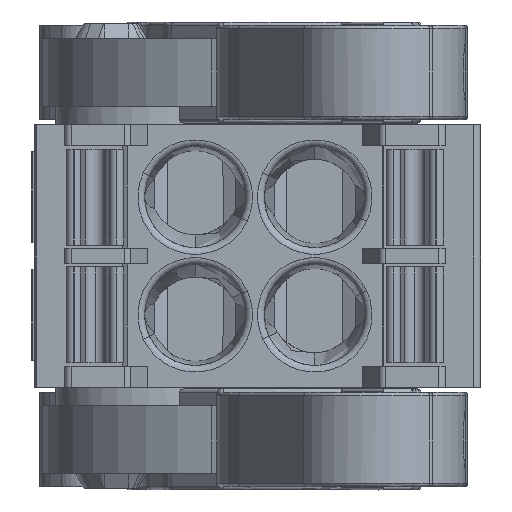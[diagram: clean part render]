
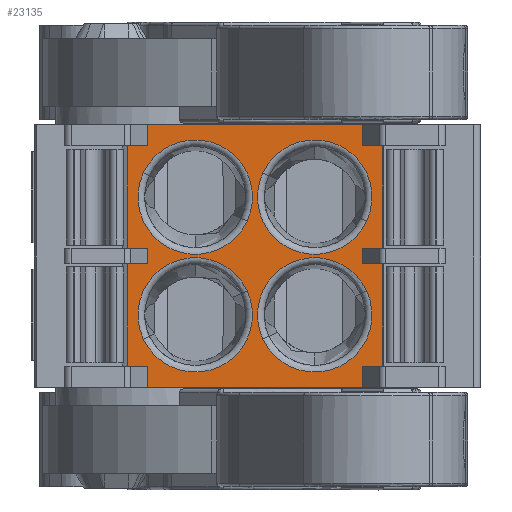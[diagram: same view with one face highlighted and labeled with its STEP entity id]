
A CAD part, front view. The second image highlights one B-rep face of the part: STEP entity #23135.
In plain terms, the highlighted planar face has unit normal (0, -1, 0).
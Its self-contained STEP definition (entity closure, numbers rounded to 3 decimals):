
#381=CARTESIAN_POINT('',(8.285,0.,3.5));
#382=DIRECTION('',(0.,-1.,0.));
#383=DIRECTION('',(-0.906,0.,0.423));
#384=AXIS2_PLACEMENT_3D('',#381,#382,#383);
#386=CARTESIAN_POINT('',(8.285,0.,3.5));
#387=DIRECTION('',(0.,-1.,0.));
#388=DIRECTION('',(0.906,0.,-0.423));
#389=AXIS2_PLACEMENT_3D('',#386,#387,#388);
#391=CARTESIAN_POINT('',(4.735,0.,3.5));
#392=DIRECTION('',(0.,-1.,0.));
#393=DIRECTION('',(-0.906,0.,0.423));
#394=AXIS2_PLACEMENT_3D('',#391,#392,#393);
#396=CARTESIAN_POINT('',(4.735,0.,3.5));
#397=DIRECTION('',(0.,-1.,0.));
#398=DIRECTION('',(0.906,0.,-0.423));
#399=AXIS2_PLACEMENT_3D('',#396,#397,#398);
#401=CARTESIAN_POINT('',(4.735,0.,0.));
#402=DIRECTION('',(0.,-1.,0.));
#403=DIRECTION('',(0.906,0.,0.423));
#404=AXIS2_PLACEMENT_3D('',#401,#402,#403);
#406=CARTESIAN_POINT('',(4.735,0.,0.));
#407=DIRECTION('',(0.,-1.,0.));
#408=DIRECTION('',(-0.906,0.,-0.423));
#409=AXIS2_PLACEMENT_3D('',#406,#407,#408);
#411=CARTESIAN_POINT('',(8.285,0.,0.));
#412=DIRECTION('',(0.,-1.,0.));
#413=DIRECTION('',(0.906,0.,0.423));
#414=AXIS2_PLACEMENT_3D('',#411,#412,#413);
#416=CARTESIAN_POINT('',(8.285,0.,0.));
#417=DIRECTION('',(0.,-1.,0.));
#418=DIRECTION('',(-0.906,0.,-0.423));
#419=AXIS2_PLACEMENT_3D('',#416,#417,#418);
#421=DIRECTION('',(-1.,0.,0.));
#422=VECTOR('',#421,0.617);
#423=CARTESIAN_POINT('',(3.327,0.,1.975));
#424=LINE('',#423,#422);
#425=DIRECTION('',(0.,0.,1.));
#426=VECTOR('',#425,0.625);
#427=CARTESIAN_POINT('',(3.327,0.,5.025));
#428=LINE('',#427,#426);
#429=DIRECTION('',(1.,0.,0.));
#430=VECTOR('',#429,6.365);
#431=CARTESIAN_POINT('',(3.327,0.,5.65));
#432=LINE('',#431,#430);
#433=DIRECTION('',(0.,0.,-1.));
#434=VECTOR('',#433,0.625);
#435=CARTESIAN_POINT('',(9.693,0.,5.65));
#436=LINE('',#435,#434);
#437=DIRECTION('',(1.,0.,0.));
#438=VECTOR('',#437,0.617);
#439=CARTESIAN_POINT('',(9.693,0.,5.025));
#440=LINE('',#439,#438);
#441=DIRECTION('',(0.,0.,-1.));
#442=VECTOR('',#441,0.45);
#443=CARTESIAN_POINT('',(9.693,0.,1.975));
#444=LINE('',#443,#442);
#445=DIRECTION('',(1.,0.,0.));
#446=VECTOR('',#445,0.617);
#447=CARTESIAN_POINT('',(9.693,0.,1.525));
#448=LINE('',#447,#446);
#449=DIRECTION('',(0.,0.,-1.));
#450=VECTOR('',#449,3.05);
#451=CARTESIAN_POINT('',(10.31,0.,1.525));
#452=LINE('',#451,#450);
#453=DIRECTION('',(-1.,0.,0.));
#454=VECTOR('',#453,0.617);
#455=CARTESIAN_POINT('',(3.327,0.,-1.525));
#456=LINE('',#455,#454);
#457=DIRECTION('',(0.,0.,1.));
#458=VECTOR('',#457,3.05);
#459=CARTESIAN_POINT('',(2.71,0.,-1.525));
#460=LINE('',#459,#458);
#2545=DIRECTION('',(0.,0.,-1.));
#2546=VECTOR('',#2545,0.45);
#2547=CARTESIAN_POINT('',(3.327,0.,1.975));
#2548=LINE('',#2547,#2546);
#6615=DIRECTION('',(1.,0.,0.));
#6616=VECTOR('',#6615,0.617);
#6617=CARTESIAN_POINT('',(9.693,0.,1.975));
#6618=LINE('',#6617,#6616);
#6635=DIRECTION('',(0.,0.,1.));
#6636=VECTOR('',#6635,3.05);
#6637=CARTESIAN_POINT('',(10.31,0.,1.975));
#6638=LINE('',#6637,#6636);
#6705=DIRECTION('',(-1.,0.,0.));
#6706=VECTOR('',#6705,0.617);
#6707=CARTESIAN_POINT('',(3.327,0.,5.025));
#6708=LINE('',#6707,#6706);
#6721=DIRECTION('',(0.,0.,-1.));
#6722=VECTOR('',#6721,3.05);
#6723=CARTESIAN_POINT('',(2.71,0.,5.025));
#6724=LINE('',#6723,#6722);
#12172=DIRECTION('',(1.,0.,0.));
#12173=VECTOR('',#12172,6.365);
#12174=CARTESIAN_POINT('',(3.327,0.,-2.15));
#12175=LINE('',#12174,#12173);
#12248=DIRECTION('',(0.,0.,1.));
#12249=VECTOR('',#12248,0.625);
#12250=CARTESIAN_POINT('',(9.693,0.,-2.15));
#12251=LINE('',#12250,#12249);
#12274=DIRECTION('',(1.,0.,0.));
#12275=VECTOR('',#12274,0.617);
#12276=CARTESIAN_POINT('',(9.693,0.,-1.525));
#12277=LINE('',#12276,#12275);
#12520=DIRECTION('',(-1.,0.,0.));
#12521=VECTOR('',#12520,0.617);
#12522=CARTESIAN_POINT('',(3.327,0.,1.525));
#12523=LINE('',#12522,#12521);
#12708=DIRECTION('',(0.,0.,-1.));
#12709=VECTOR('',#12708,0.625);
#12710=CARTESIAN_POINT('',(3.327,0.,-1.525));
#12711=LINE('',#12710,#12709);
#18080=CARTESIAN_POINT('',(10.31,0.,1.525));
#18081=VERTEX_POINT('',#18080);
#18082=CARTESIAN_POINT('',(9.693,0.,1.525));
#18083=VERTEX_POINT('',#18082);
#18102=CARTESIAN_POINT('',(9.693,0.,-1.525));
#18103=VERTEX_POINT('',#18102);
#18104=CARTESIAN_POINT('',(10.31,0.,-1.525));
#18105=VERTEX_POINT('',#18104);
#18150=CARTESIAN_POINT('',(3.327,0.,-2.15));
#18151=VERTEX_POINT('',#18150);
#18152=CARTESIAN_POINT('',(9.693,0.,-2.15));
#18153=VERTEX_POINT('',#18152);
#18648=CARTESIAN_POINT('',(3.327,0.,1.525));
#18649=VERTEX_POINT('',#18648);
#18650=CARTESIAN_POINT('',(3.327,0.,-1.525));
#18651=VERTEX_POINT('',#18650);
#18652=CARTESIAN_POINT('',(2.71,0.,-1.525));
#18653=VERTEX_POINT('',#18652);
#18654=CARTESIAN_POINT('',(2.71,0.,1.525));
#18655=VERTEX_POINT('',#18654);
#18656=CARTESIAN_POINT('',(9.825,0.,0.719));
#18658=VERTEX_POINT('',#18656);
#18664=CARTESIAN_POINT('',(6.745,0.,-0.719));
#18665=VERTEX_POINT('',#18664);
#18765=CARTESIAN_POINT('',(6.275,0.,0.719));
#18767=VERTEX_POINT('',#18765);
#18773=CARTESIAN_POINT('',(3.195,0.,-0.719));
#18774=VERTEX_POINT('',#18773);
#20339=CARTESIAN_POINT('',(9.693,0.,5.65));
#20340=VERTEX_POINT('',#20339);
#20341=CARTESIAN_POINT('',(3.327,0.,5.65));
#20342=VERTEX_POINT('',#20341);
#20401=CARTESIAN_POINT('',(10.31,0.,5.025));
#20402=VERTEX_POINT('',#20401);
#20403=CARTESIAN_POINT('',(9.693,0.,5.025));
#20404=VERTEX_POINT('',#20403);
#20423=CARTESIAN_POINT('',(9.693,0.,1.975));
#20424=VERTEX_POINT('',#20423);
#20425=CARTESIAN_POINT('',(10.31,0.,1.975));
#20426=VERTEX_POINT('',#20425);
#20427=CARTESIAN_POINT('',(3.327,0.,1.975));
#20428=CARTESIAN_POINT('',(2.71,0.,1.975));
#20429=VERTEX_POINT('',#20427);
#20430=VERTEX_POINT('',#20428);
#20431=CARTESIAN_POINT('',(2.71,0.,5.025));
#20432=VERTEX_POINT('',#20431);
#20433=CARTESIAN_POINT('',(3.327,0.,5.025));
#20434=VERTEX_POINT('',#20433);
#20435=CARTESIAN_POINT('',(6.745,0.,4.219));
#20437=VERTEX_POINT('',#20435);
#20439=CARTESIAN_POINT('',(9.825,0.,2.781));
#20441=VERTEX_POINT('',#20439);
#20540=CARTESIAN_POINT('',(3.195,0.,4.219));
#20542=VERTEX_POINT('',#20540);
#20544=CARTESIAN_POINT('',(6.275,0.,2.781));
#20546=VERTEX_POINT('',#20544);
#23065=CARTESIAN_POINT('',(0.,0.,16.15));
#23066=DIRECTION('',(0.,-1.,0.));
#23067=DIRECTION('',(1.,0.,0.));
#23068=AXIS2_PLACEMENT_3D('',#23065,#23066,#23067);
#23069=PLANE('',#23068);
#23071=ORIENTED_EDGE('',*,*,#23070,.F.);
#23073=ORIENTED_EDGE('',*,*,#23072,.T.);
#23075=ORIENTED_EDGE('',*,*,#23074,.F.);
#23077=ORIENTED_EDGE('',*,*,#23076,.F.);
#23079=ORIENTED_EDGE('',*,*,#23078,.T.);
#23081=ORIENTED_EDGE('',*,*,#23080,.T.);
#23083=ORIENTED_EDGE('',*,*,#23082,.T.);
#23085=ORIENTED_EDGE('',*,*,#23084,.T.);
#23087=ORIENTED_EDGE('',*,*,#23086,.F.);
#23089=ORIENTED_EDGE('',*,*,#23088,.F.);
#23090=ORIENTED_EDGE('',*,*,#23055,.T.);
#23092=ORIENTED_EDGE('',*,*,#23091,.T.);
#23094=ORIENTED_EDGE('',*,*,#23093,.T.);
#23096=ORIENTED_EDGE('',*,*,#23095,.F.);
#23098=ORIENTED_EDGE('',*,*,#23097,.F.);
#23100=ORIENTED_EDGE('',*,*,#23099,.F.);
#23102=ORIENTED_EDGE('',*,*,#23101,.F.);
#23104=ORIENTED_EDGE('',*,*,#23103,.T.);
#23106=ORIENTED_EDGE('',*,*,#23105,.T.);
#23108=ORIENTED_EDGE('',*,*,#23107,.F.);
#23109=EDGE_LOOP('',(#23071,#23073,#23075,#23077,#23079,#23081,#23083,#23085,
#23087,#23089,#23090,#23092,#23094,#23096,#23098,#23100,#23102,#23104,#23106,
#23108));
#23110=FACE_OUTER_BOUND('',#23109,.F.);
#23112=ORIENTED_EDGE('',*,*,#23111,.T.);
#23114=ORIENTED_EDGE('',*,*,#23113,.T.);
#23115=EDGE_LOOP('',(#23112,#23114));
#23116=FACE_BOUND('',#23115,.F.);
#23118=ORIENTED_EDGE('',*,*,#23117,.T.);
#23120=ORIENTED_EDGE('',*,*,#23119,.T.);
#23121=EDGE_LOOP('',(#23118,#23120));
#23122=FACE_BOUND('',#23121,.F.);
#23124=ORIENTED_EDGE('',*,*,#23123,.T.);
#23126=ORIENTED_EDGE('',*,*,#23125,.T.);
#23127=EDGE_LOOP('',(#23124,#23126));
#23128=FACE_BOUND('',#23127,.F.);
#23130=ORIENTED_EDGE('',*,*,#23129,.T.);
#23132=ORIENTED_EDGE('',*,*,#23131,.T.);
#23133=EDGE_LOOP('',(#23130,#23132));
#23134=FACE_BOUND('',#23133,.F.);
#23135=ADVANCED_FACE('',(#23110,#23116,#23122,#23128,#23134),#23069,.T.);
#385=CIRCLE('',#384,1.7);
#390=CIRCLE('',#389,1.7);
#395=CIRCLE('',#394,1.7);
#400=CIRCLE('',#399,1.7);
#405=CIRCLE('',#404,1.7);
#410=CIRCLE('',#409,1.7);
#415=CIRCLE('',#414,1.7);
#420=CIRCLE('',#419,1.7);
#23055=EDGE_CURVE('',#20424,#18083,#444,.T.);
#23070=EDGE_CURVE('',#20429,#18649,#2548,.T.);
#23072=EDGE_CURVE('',#20429,#20430,#424,.T.);
#23074=EDGE_CURVE('',#20432,#20430,#6724,.T.);
#23076=EDGE_CURVE('',#20434,#20432,#6708,.T.);
#23078=EDGE_CURVE('',#20434,#20342,#428,.T.);
#23080=EDGE_CURVE('',#20342,#20340,#432,.T.);
#23082=EDGE_CURVE('',#20340,#20404,#436,.T.);
#23084=EDGE_CURVE('',#20404,#20402,#440,.T.);
#23086=EDGE_CURVE('',#20426,#20402,#6638,.T.);
#23088=EDGE_CURVE('',#20424,#20426,#6618,.T.);
#23091=EDGE_CURVE('',#18083,#18081,#448,.T.);
#23093=EDGE_CURVE('',#18081,#18105,#452,.T.);
#23095=EDGE_CURVE('',#18103,#18105,#12277,.T.);
#23097=EDGE_CURVE('',#18153,#18103,#12251,.T.);
#23099=EDGE_CURVE('',#18151,#18153,#12175,.T.);
#23101=EDGE_CURVE('',#18651,#18151,#12711,.T.);
#23103=EDGE_CURVE('',#18651,#18653,#456,.T.);
#23105=EDGE_CURVE('',#18653,#18655,#460,.T.);
#23107=EDGE_CURVE('',#18649,#18655,#12523,.T.);
#23111=EDGE_CURVE('',#20542,#20546,#395,.T.);
#23113=EDGE_CURVE('',#20546,#20542,#400,.T.);
#23117=EDGE_CURVE('',#18767,#18774,#405,.T.);
#23119=EDGE_CURVE('',#18774,#18767,#410,.T.);
#23123=EDGE_CURVE('',#18658,#18665,#415,.T.);
#23125=EDGE_CURVE('',#18665,#18658,#420,.T.);
#23129=EDGE_CURVE('',#20437,#20441,#385,.T.);
#23131=EDGE_CURVE('',#20441,#20437,#390,.T.);
